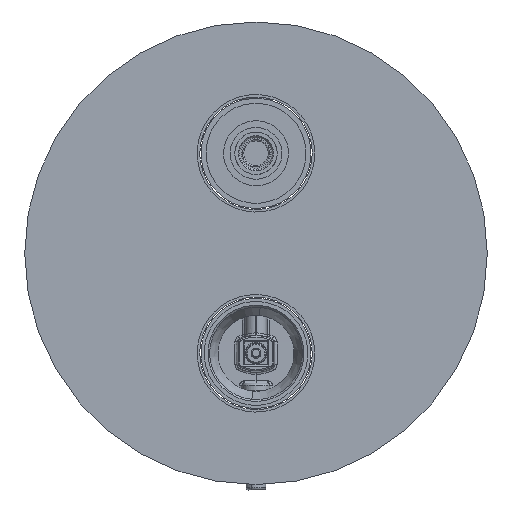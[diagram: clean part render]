
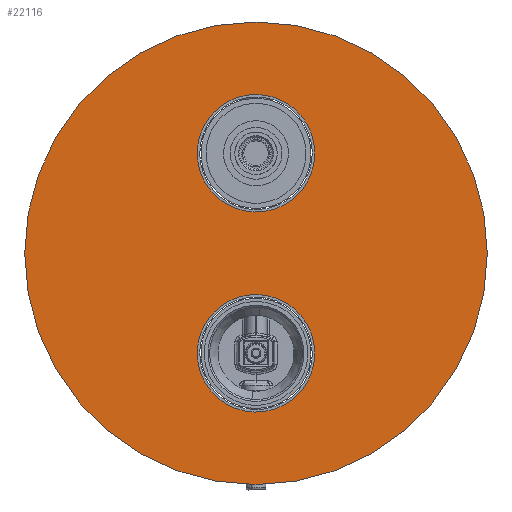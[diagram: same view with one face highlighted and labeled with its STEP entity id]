
A CAD part, front view. The second image highlights one B-rep face of the part: STEP entity #22116.
In plain terms, the highlighted planar face has unit normal (0, -1, 0).
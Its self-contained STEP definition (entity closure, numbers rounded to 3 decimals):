
#21888=CARTESIAN_POINT('Vertex',(-92.5,75.,40.)) ;
#21891=CARTESIAN_POINT('Axis2P3D Location',(0.,75.,40.)) ;
#21895=CARTESIAN_POINT('Vertex',(92.5,75.,40.)) ;
#21911=CARTESIAN_POINT('Axis2P3D Location',(0.,75.,40.)) ;
#21969=CARTESIAN_POINT('Axis2P3D Location',(0.,75.,40.)) ;
#21975=CARTESIAN_POINT('Control Point',(-12.227,75.,-20.069)) ;
#21976=CARTESIAN_POINT('Control Point',(-10.194,75.,-21.307)) ;
#21977=CARTESIAN_POINT('Control Point',(-8.004,75.,-22.289)) ;
#21978=CARTESIAN_POINT('Control Point',(-5.7,75.,-22.986)) ;
#21979=CARTESIAN_POINT('Control Point',(-0.966,75.,-23.782)) ;
#21980=CARTESIAN_POINT('Control Point',(3.817,75.,-23.373)) ;
#21981=CARTESIAN_POINT('Control Point',(6.17,75.,-22.864)) ;
#21982=CARTESIAN_POINT('Control Point',(10.696,75.,-21.263)) ;
#21983=CARTESIAN_POINT('Control Point',(14.68,75.,-18.584)) ;
#21984=CARTESIAN_POINT('Control Point',(16.49,75.,-16.997)) ;
#21985=CARTESIAN_POINT('Control Point',(19.671,75.,-13.401)) ;
#21986=CARTESIAN_POINT('Control Point',(21.854,75.,-9.125)) ;
#21987=CARTESIAN_POINT('Control Point',(22.667,75.,-6.859)) ;
#21988=CARTESIAN_POINT('Control Point',(23.702,75.,-2.171)) ;
#21989=CARTESIAN_POINT('Control Point',(23.536,75.,2.627)) ;
#21990=CARTESIAN_POINT('Control Point',(23.148,75.,5.003)) ;
#21991=CARTESIAN_POINT('Control Point',(21.778,75.,9.604)) ;
#21992=CARTESIAN_POINT('Control Point',(19.304,75.,13.719)) ;
#21993=CARTESIAN_POINT('Control Point',(17.811,75.,15.608)) ;
#21994=CARTESIAN_POINT('Control Point',(15.752,75.,17.623)) ;
#21995=CARTESIAN_POINT('Control Point',(13.431,75.,19.293)) ;
#21996=CARTESIAN_POINT('Control Point',(13.036,75.,19.562)) ;
#21997=CARTESIAN_POINT('Control Point',(12.634,75.,19.82)) ;
#21998=CARTESIAN_POINT('Control Point',(12.227,75.,20.069)) ;
#21999=CARTESIAN_POINT('Vertex',(-12.227,75.,-20.069)) ;
#22001=CARTESIAN_POINT('Vertex',(12.227,75.,20.069)) ;
#22005=CARTESIAN_POINT('Control Point',(12.227,75.,20.069)) ;
#22006=CARTESIAN_POINT('Control Point',(10.194,75.,21.307)) ;
#22007=CARTESIAN_POINT('Control Point',(8.004,75.,22.289)) ;
#22008=CARTESIAN_POINT('Control Point',(5.7,75.,22.986)) ;
#22009=CARTESIAN_POINT('Control Point',(0.966,75.,23.782)) ;
#22010=CARTESIAN_POINT('Control Point',(-3.817,75.,23.373)) ;
#22011=CARTESIAN_POINT('Control Point',(-6.17,75.,22.864)) ;
#22012=CARTESIAN_POINT('Control Point',(-10.696,75.,21.263)) ;
#22013=CARTESIAN_POINT('Control Point',(-14.68,75.,18.584)) ;
#22014=CARTESIAN_POINT('Control Point',(-16.49,75.,16.997)) ;
#22015=CARTESIAN_POINT('Control Point',(-19.671,75.,13.401)) ;
#22016=CARTESIAN_POINT('Control Point',(-21.854,75.,9.125)) ;
#22017=CARTESIAN_POINT('Control Point',(-22.667,75.,6.859)) ;
#22018=CARTESIAN_POINT('Control Point',(-23.702,75.,2.171)) ;
#22019=CARTESIAN_POINT('Control Point',(-23.536,75.,-2.627)) ;
#22020=CARTESIAN_POINT('Control Point',(-23.148,75.,-5.003)) ;
#22021=CARTESIAN_POINT('Control Point',(-21.778,75.,-9.604)) ;
#22022=CARTESIAN_POINT('Control Point',(-19.304,75.,-13.719)) ;
#22023=CARTESIAN_POINT('Control Point',(-17.811,75.,-15.608)) ;
#22024=CARTESIAN_POINT('Control Point',(-15.752,75.,-17.623)) ;
#22025=CARTESIAN_POINT('Control Point',(-13.431,75.,-19.293)) ;
#22026=CARTESIAN_POINT('Control Point',(-13.036,75.,-19.562)) ;
#22027=CARTESIAN_POINT('Control Point',(-12.634,75.,-19.82)) ;
#22028=CARTESIAN_POINT('Control Point',(-12.227,75.,-20.069)) ;
#22040=CARTESIAN_POINT('Control Point',(-12.227,75.,59.931)) ;
#22041=CARTESIAN_POINT('Control Point',(-10.194,75.,58.693)) ;
#22042=CARTESIAN_POINT('Control Point',(-8.004,75.,57.711)) ;
#22043=CARTESIAN_POINT('Control Point',(-5.7,75.,57.014)) ;
#22044=CARTESIAN_POINT('Control Point',(-0.966,75.,56.218)) ;
#22045=CARTESIAN_POINT('Control Point',(3.817,75.,56.627)) ;
#22046=CARTESIAN_POINT('Control Point',(6.17,75.,57.136)) ;
#22047=CARTESIAN_POINT('Control Point',(10.696,75.,58.737)) ;
#22048=CARTESIAN_POINT('Control Point',(14.68,75.,61.416)) ;
#22049=CARTESIAN_POINT('Control Point',(16.49,75.,63.003)) ;
#22050=CARTESIAN_POINT('Control Point',(19.671,75.,66.599)) ;
#22051=CARTESIAN_POINT('Control Point',(21.854,75.,70.875)) ;
#22052=CARTESIAN_POINT('Control Point',(22.667,75.,73.141)) ;
#22053=CARTESIAN_POINT('Control Point',(23.702,75.,77.829)) ;
#22054=CARTESIAN_POINT('Control Point',(23.536,75.,82.627)) ;
#22055=CARTESIAN_POINT('Control Point',(23.148,75.,85.003)) ;
#22056=CARTESIAN_POINT('Control Point',(21.778,75.,89.604)) ;
#22057=CARTESIAN_POINT('Control Point',(19.304,75.,93.719)) ;
#22058=CARTESIAN_POINT('Control Point',(17.811,75.,95.608)) ;
#22059=CARTESIAN_POINT('Control Point',(15.752,75.,97.623)) ;
#22060=CARTESIAN_POINT('Control Point',(13.431,75.,99.293)) ;
#22061=CARTESIAN_POINT('Control Point',(13.036,75.,99.562)) ;
#22062=CARTESIAN_POINT('Control Point',(12.634,75.,99.82)) ;
#22063=CARTESIAN_POINT('Control Point',(12.227,75.,100.069)) ;
#22064=CARTESIAN_POINT('Vertex',(-12.227,75.,59.931)) ;
#22066=CARTESIAN_POINT('Vertex',(12.227,75.,100.069)) ;
#22070=CARTESIAN_POINT('Control Point',(12.227,75.,100.069)) ;
#22071=CARTESIAN_POINT('Control Point',(10.194,75.,101.307)) ;
#22072=CARTESIAN_POINT('Control Point',(8.004,75.,102.289)) ;
#22073=CARTESIAN_POINT('Control Point',(5.7,75.,102.986)) ;
#22074=CARTESIAN_POINT('Control Point',(0.966,75.,103.782)) ;
#22075=CARTESIAN_POINT('Control Point',(-3.817,75.,103.373)) ;
#22076=CARTESIAN_POINT('Control Point',(-6.17,75.,102.864)) ;
#22077=CARTESIAN_POINT('Control Point',(-10.696,75.,101.263)) ;
#22078=CARTESIAN_POINT('Control Point',(-14.68,75.,98.584)) ;
#22079=CARTESIAN_POINT('Control Point',(-16.49,75.,96.997)) ;
#22080=CARTESIAN_POINT('Control Point',(-19.671,75.,93.401)) ;
#22081=CARTESIAN_POINT('Control Point',(-21.854,75.,89.125)) ;
#22082=CARTESIAN_POINT('Control Point',(-22.667,75.,86.859)) ;
#22083=CARTESIAN_POINT('Control Point',(-23.702,75.,82.171)) ;
#22084=CARTESIAN_POINT('Control Point',(-23.536,75.,77.373)) ;
#22085=CARTESIAN_POINT('Control Point',(-23.148,75.,74.997)) ;
#22086=CARTESIAN_POINT('Control Point',(-21.778,75.,70.396)) ;
#22087=CARTESIAN_POINT('Control Point',(-19.304,75.,66.281)) ;
#22088=CARTESIAN_POINT('Control Point',(-17.811,75.,64.392)) ;
#22089=CARTESIAN_POINT('Control Point',(-15.752,75.,62.377)) ;
#22090=CARTESIAN_POINT('Control Point',(-13.431,75.,60.707)) ;
#22091=CARTESIAN_POINT('Control Point',(-13.036,75.,60.438)) ;
#22092=CARTESIAN_POINT('Control Point',(-12.634,75.,60.18)) ;
#22093=CARTESIAN_POINT('Control Point',(-12.227,75.,59.931)) ;
#21892=DIRECTION('Axis2P3D Direction',(0.,1.,0.)) ;
#21912=DIRECTION('Axis2P3D Direction',(0.,1.,0.)) ;
#21970=DIRECTION('Axis2P3D Direction',(0.,1.,0.)) ;
#21971=DIRECTION('Axis2P3D XDirection',(-1.,0.,0.)) ;
#21893=AXIS2_PLACEMENT_3D('Circle Axis2P3D',#21891,#21892,$) ;
#21913=AXIS2_PLACEMENT_3D('Circle Axis2P3D',#21911,#21912,$) ;
#21972=AXIS2_PLACEMENT_3D('Plane Axis2P3D',#21969,#21970,#21971) ;
#21894=CIRCLE('generated circle',#21893,92.5) ;
#21914=CIRCLE('generated circle',#21913,92.5) ;
#21973=PLANE('',#21972) ;
#22111=FACE_BOUND('',#22108,.T.) ;
#22115=FACE_BOUND('',#22112,.T.) ;
#21897=EDGE_CURVE('',#21889,#21896,#21894,.T.) ;
#21915=EDGE_CURVE('',#21896,#21889,#21914,.T.) ;
#22003=EDGE_CURVE('',#22000,#22002,#21974,.T.) ;
#22029=EDGE_CURVE('',#22002,#22000,#22004,.T.) ;
#22068=EDGE_CURVE('',#22065,#22067,#22039,.T.) ;
#22094=EDGE_CURVE('',#22067,#22065,#22069,.T.) ;
#22105=ORIENTED_EDGE('',*,*,#21915,.F.) ;
#22106=ORIENTED_EDGE('',*,*,#21897,.F.) ;
#22109=ORIENTED_EDGE('',*,*,#22003,.F.) ;
#22110=ORIENTED_EDGE('',*,*,#22029,.F.) ;
#22113=ORIENTED_EDGE('',*,*,#22094,.F.) ;
#22114=ORIENTED_EDGE('',*,*,#22068,.F.) ;
#22104=EDGE_LOOP('',(#22105,#22106)) ;
#22108=EDGE_LOOP('',(#22109,#22110)) ;
#22112=EDGE_LOOP('',(#22113,#22114)) ;
#21889=VERTEX_POINT('',#21888) ;
#21896=VERTEX_POINT('',#21895) ;
#22000=VERTEX_POINT('',#21999) ;
#22002=VERTEX_POINT('',#22001) ;
#22065=VERTEX_POINT('',#22064) ;
#22067=VERTEX_POINT('',#22066) ;
#22116=ADVANCED_FACE('PartBody',(#22107,#22111,#22115),#21973,.F.) ;
#21974=B_SPLINE_CURVE_WITH_KNOTS('',5,(#21975,#21976,#21977,#21978,#21979,#21980,#21981,#21982,#21983,#21984,#21985,#21986,#21987,#21988,#21989,#21990,#21991,#21992,#21993,#21994,#21995,#21996,#21997,#21998),.UNSPECIFIED.,.F.,.U.,(6,3,3,3,3,3,3,6),(0.,16.835,33.674,50.514,67.353,84.192,101.032,104.406),.UNSPECIFIED.) ;
#22004=B_SPLINE_CURVE_WITH_KNOTS('',5,(#22005,#22006,#22007,#22008,#22009,#22010,#22011,#22012,#22013,#22014,#22015,#22016,#22017,#22018,#22019,#22020,#22021,#22022,#22023,#22024,#22025,#22026,#22027,#22028),.UNSPECIFIED.,.F.,.U.,(6,3,3,3,3,3,3,6),(0.,16.835,33.674,50.514,67.353,84.192,101.032,104.406),.UNSPECIFIED.) ;
#22039=B_SPLINE_CURVE_WITH_KNOTS('',5,(#22040,#22041,#22042,#22043,#22044,#22045,#22046,#22047,#22048,#22049,#22050,#22051,#22052,#22053,#22054,#22055,#22056,#22057,#22058,#22059,#22060,#22061,#22062,#22063),.UNSPECIFIED.,.F.,.U.,(6,3,3,3,3,3,3,6),(0.,16.835,33.674,50.514,67.353,84.192,101.032,104.406),.UNSPECIFIED.) ;
#22069=B_SPLINE_CURVE_WITH_KNOTS('',5,(#22070,#22071,#22072,#22073,#22074,#22075,#22076,#22077,#22078,#22079,#22080,#22081,#22082,#22083,#22084,#22085,#22086,#22087,#22088,#22089,#22090,#22091,#22092,#22093),.UNSPECIFIED.,.F.,.U.,(6,3,3,3,3,3,3,6),(0.,16.835,33.674,50.514,67.353,84.192,101.032,104.406),.UNSPECIFIED.) ;
#22107=FACE_OUTER_BOUND('',#22104,.T.) ;
